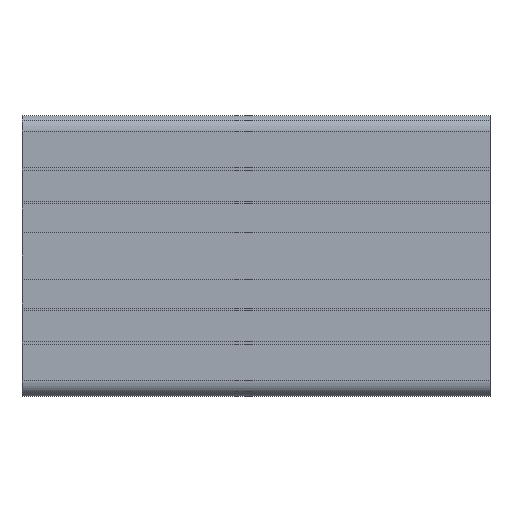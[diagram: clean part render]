
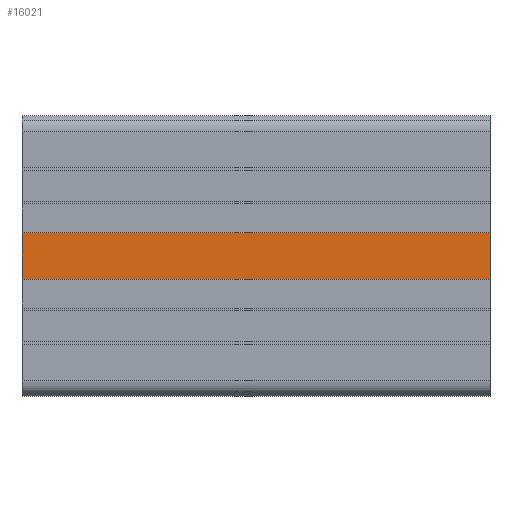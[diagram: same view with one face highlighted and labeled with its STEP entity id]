
A CAD part, front view. The second image highlights one B-rep face of the part: STEP entity #16021.
In plain terms, the highlighted planar face has unit normal (0, -1, 0).
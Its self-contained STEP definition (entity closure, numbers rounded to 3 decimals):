
#45 = PLANE('',#46);
#46 = AXIS2_PLACEMENT_3D('',#47,#48,#49);
#47 = CARTESIAN_POINT('',(150.,0.,0.));
#48 = DIRECTION('',(-1.,0.,0.));
#49 = DIRECTION('',(0.,0.,1.));
#106 = PLANE('',#107);
#107 = AXIS2_PLACEMENT_3D('',#108,#109,#110);
#108 = CARTESIAN_POINT('',(0.,0.,0.));
#109 = DIRECTION('',(-1.,0.,0.));
#110 = DIRECTION('',(0.,0.,1.));
#15912 = PLANE('',#15913);
#15913 = AXIS2_PLACEMENT_3D('',#15914,#15915,#15916);
#15914 = CARTESIAN_POINT('',(0.,-44.5,-7.5));
#15915 = DIRECTION('',(0.,0.,1.));
#15916 = DIRECTION('',(0.,-1.,0.));
#15950 = VERTEX_POINT('',#15951);
#15951 = CARTESIAN_POINT('',(150.,-44.,-7.5));
#15972 = EDGE_CURVE('',#15973,#15950,#15975,.T.);
#15973 = VERTEX_POINT('',#15974);
#15974 = CARTESIAN_POINT('',(0.,-44.,-7.5));
#15975 = SURFACE_CURVE('',#15976,(#15980,#15987),.PCURVE_S1.);
#15976 = LINE('',#15977,#15978);
#15977 = CARTESIAN_POINT('',(0.,-44.,-7.5));
#15978 = VECTOR('',#15979,1.);
#15979 = DIRECTION('',(1.,0.,0.));
#15980 = PCURVE('',#15912,#15981);
#15981 = DEFINITIONAL_REPRESENTATION('',(#15982),#15986);
#15982 = LINE('',#15983,#15984);
#15983 = CARTESIAN_POINT('',(-0.5,0.));
#15984 = VECTOR('',#15985,1.);
#15985 = DIRECTION('',(0.,1.));
#15986 = ( GEOMETRIC_REPRESENTATION_CONTEXT(2) 
PARAMETRIC_REPRESENTATION_CONTEXT() REPRESENTATION_CONTEXT('2D SPACE',''
  ) );
#15987 = PCURVE('',#15988,#15993);
#15988 = PLANE('',#15989);
#15989 = AXIS2_PLACEMENT_3D('',#15990,#15991,#15992);
#15990 = CARTESIAN_POINT('',(0.,-44.,0.));
#15991 = DIRECTION('',(0.,-1.,0.));
#15992 = DIRECTION('',(0.,0.,-1.));
#15993 = DEFINITIONAL_REPRESENTATION('',(#15994),#15998);
#15994 = LINE('',#15995,#15996);
#15995 = CARTESIAN_POINT('',(7.5,0.));
#15996 = VECTOR('',#15997,1.);
#15997 = DIRECTION('',(0.,1.));
#15998 = ( GEOMETRIC_REPRESENTATION_CONTEXT(2) 
PARAMETRIC_REPRESENTATION_CONTEXT() REPRESENTATION_CONTEXT('2D SPACE',''
  ) );
#16021 = ADVANCED_FACE('',(#16022),#15988,.T.);
#16022 = FACE_BOUND('',#16023,.T.);
#16023 = EDGE_LOOP('',(#16024,#16047,#16075,#16096));
#16024 = ORIENTED_EDGE('',*,*,#16025,.T.);
#16025 = EDGE_CURVE('',#15950,#16026,#16028,.T.);
#16026 = VERTEX_POINT('',#16027);
#16027 = CARTESIAN_POINT('',(150.,-44.,7.5));
#16028 = SURFACE_CURVE('',#16029,(#16033,#16040),.PCURVE_S1.);
#16029 = LINE('',#16030,#16031);
#16030 = CARTESIAN_POINT('',(150.,-44.,-7.5));
#16031 = VECTOR('',#16032,1.);
#16032 = DIRECTION('',(0.,0.,1.));
#16033 = PCURVE('',#15988,#16034);
#16034 = DEFINITIONAL_REPRESENTATION('',(#16035),#16039);
#16035 = LINE('',#16036,#16037);
#16036 = CARTESIAN_POINT('',(7.5,150.));
#16037 = VECTOR('',#16038,1.);
#16038 = DIRECTION('',(-1.,0.));
#16039 = ( GEOMETRIC_REPRESENTATION_CONTEXT(2) 
PARAMETRIC_REPRESENTATION_CONTEXT() REPRESENTATION_CONTEXT('2D SPACE',''
  ) );
#16040 = PCURVE('',#45,#16041);
#16041 = DEFINITIONAL_REPRESENTATION('',(#16042),#16046);
#16042 = LINE('',#16043,#16044);
#16043 = CARTESIAN_POINT('',(-7.5,-44.));
#16044 = VECTOR('',#16045,1.);
#16045 = DIRECTION('',(1.,0.));
#16046 = ( GEOMETRIC_REPRESENTATION_CONTEXT(2) 
PARAMETRIC_REPRESENTATION_CONTEXT() REPRESENTATION_CONTEXT('2D SPACE',''
  ) );
#16047 = ORIENTED_EDGE('',*,*,#16048,.F.);
#16048 = EDGE_CURVE('',#16049,#16026,#16051,.T.);
#16049 = VERTEX_POINT('',#16050);
#16050 = CARTESIAN_POINT('',(0.,-44.,7.5));
#16051 = SURFACE_CURVE('',#16052,(#16056,#16063),.PCURVE_S1.);
#16052 = LINE('',#16053,#16054);
#16053 = CARTESIAN_POINT('',(0.,-44.,7.5));
#16054 = VECTOR('',#16055,1.);
#16055 = DIRECTION('',(1.,0.,0.));
#16056 = PCURVE('',#15988,#16057);
#16057 = DEFINITIONAL_REPRESENTATION('',(#16058),#16062);
#16058 = LINE('',#16059,#16060);
#16059 = CARTESIAN_POINT('',(-7.5,0.));
#16060 = VECTOR('',#16061,1.);
#16061 = DIRECTION('',(0.,1.));
#16062 = ( GEOMETRIC_REPRESENTATION_CONTEXT(2) 
PARAMETRIC_REPRESENTATION_CONTEXT() REPRESENTATION_CONTEXT('2D SPACE',''
  ) );
#16063 = PCURVE('',#16064,#16069);
#16064 = PLANE('',#16065);
#16065 = AXIS2_PLACEMENT_3D('',#16066,#16067,#16068);
#16066 = CARTESIAN_POINT('',(0.,-44.5,7.5));
#16067 = DIRECTION('',(0.,0.,-1.));
#16068 = DIRECTION('',(0.,1.,0.));
#16069 = DEFINITIONAL_REPRESENTATION('',(#16070),#16074);
#16070 = LINE('',#16071,#16072);
#16071 = CARTESIAN_POINT('',(0.5,0.));
#16072 = VECTOR('',#16073,1.);
#16073 = DIRECTION('',(0.,1.));
#16074 = ( GEOMETRIC_REPRESENTATION_CONTEXT(2) 
PARAMETRIC_REPRESENTATION_CONTEXT() REPRESENTATION_CONTEXT('2D SPACE',''
  ) );
#16075 = ORIENTED_EDGE('',*,*,#16076,.F.);
#16076 = EDGE_CURVE('',#15973,#16049,#16077,.T.);
#16077 = SURFACE_CURVE('',#16078,(#16082,#16089),.PCURVE_S1.);
#16078 = LINE('',#16079,#16080);
#16079 = CARTESIAN_POINT('',(0.,-44.,-7.5));
#16080 = VECTOR('',#16081,1.);
#16081 = DIRECTION('',(0.,0.,1.));
#16082 = PCURVE('',#15988,#16083);
#16083 = DEFINITIONAL_REPRESENTATION('',(#16084),#16088);
#16084 = LINE('',#16085,#16086);
#16085 = CARTESIAN_POINT('',(7.5,0.));
#16086 = VECTOR('',#16087,1.);
#16087 = DIRECTION('',(-1.,0.));
#16088 = ( GEOMETRIC_REPRESENTATION_CONTEXT(2) 
PARAMETRIC_REPRESENTATION_CONTEXT() REPRESENTATION_CONTEXT('2D SPACE',''
  ) );
#16089 = PCURVE('',#106,#16090);
#16090 = DEFINITIONAL_REPRESENTATION('',(#16091),#16095);
#16091 = LINE('',#16092,#16093);
#16092 = CARTESIAN_POINT('',(-7.5,-44.));
#16093 = VECTOR('',#16094,1.);
#16094 = DIRECTION('',(1.,0.));
#16095 = ( GEOMETRIC_REPRESENTATION_CONTEXT(2) 
PARAMETRIC_REPRESENTATION_CONTEXT() REPRESENTATION_CONTEXT('2D SPACE',''
  ) );
#16096 = ORIENTED_EDGE('',*,*,#15972,.T.);
